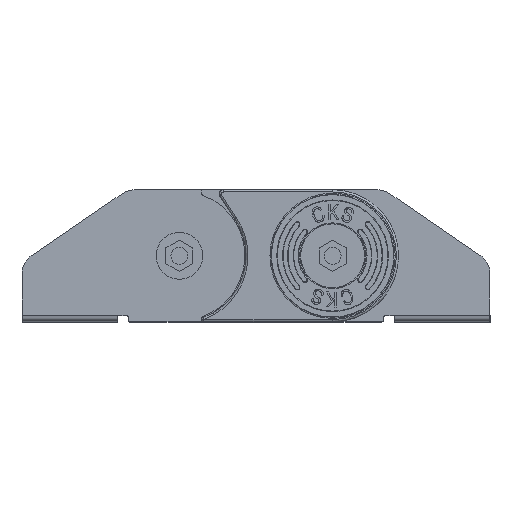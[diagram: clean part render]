
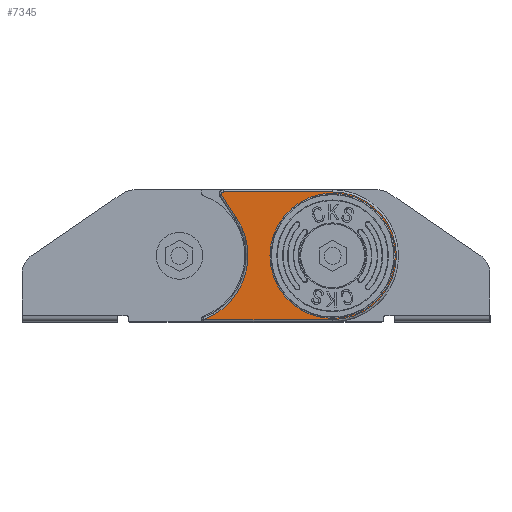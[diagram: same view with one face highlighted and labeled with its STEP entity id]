
A CAD part, top view. The second image highlights one B-rep face of the part: STEP entity #7345.
In plain terms, the highlighted planar face has unit normal (0, 0, 1).
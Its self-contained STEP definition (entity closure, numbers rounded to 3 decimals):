
#310 = CARTESIAN_POINT ( 'NONE',  ( -40.268, -31.01, -79.98 ) ) ;
#484 = CIRCLE ( 'NONE', #12073, 32. ) ;
#1774 = CARTESIAN_POINT ( 'NONE',  ( -6.57, 0., -79.98 ) ) ;
#1857 = ORIENTED_EDGE ( 'NONE', *, *, #43022, .T. ) ;
#2544 = ORIENTED_EDGE ( 'NONE', *, *, #16882, .T. ) ;
#3685 = EDGE_CURVE ( 'NONE', #40225, #13390, #5625, .T. ) ;
#4321 = DIRECTION ( 'NONE',  ( -1., 0., 0. ) ) ;
#5053 = ORIENTED_EDGE ( 'NONE', *, *, #22432, .T. ) ;
#5221 = DIRECTION ( 'NONE',  ( 0., 0., 1. ) ) ;
#5625 = CIRCLE ( 'NONE', #42020, 29.433 ) ;
#6100 = DIRECTION ( 'NONE',  ( 0., 0., 1. ) ) ;
#7345 = ADVANCED_FACE ( 'NONE', ( #17919, #38930 ), #29651, .F. ) ;
#7960 = DIRECTION ( 'NONE',  ( -1., 0., 0. ) ) ;
#8269 = CARTESIAN_POINT ( 'NONE',  ( -87.27, 30., -79.98 ) ) ;
#8821 = CARTESIAN_POINT ( 'NONE',  ( -46.66, -35.173, -79.98 ) ) ;
#9407 = EDGE_CURVE ( 'NONE', #41621, #17258, #37998, .T. ) ;
#9445 = DIRECTION ( 'NONE',  ( -1., 0., 0. ) ) ;
#10668 = VERTEX_POINT ( 'NONE', #26721 ) ;
#11267 = DIRECTION ( 'NONE',  ( 0., 0., -1. ) ) ;
#11960 = CIRCLE ( 'NONE', #41936, 1. ) ;
#12073 = AXIS2_PLACEMENT_3D ( 'NONE', #32876, #11267, #40121 ) ;
#12528 = CARTESIAN_POINT ( 'NONE',  ( -87.27, 29., -79.98 ) ) ;
#12662 = DIRECTION ( 'NONE',  ( -1., 0., 0. ) ) ;
#12867 = CARTESIAN_POINT ( 'NONE',  ( -96.617, -30., -79.98 ) ) ;
#13114 = VECTOR ( 'NONE', #34226, 1000. ) ;
#13390 = VERTEX_POINT ( 'NONE', #37000 ) ;
#13602 = CIRCLE ( 'NONE', #15153, 29.433 ) ;
#13742 = CARTESIAN_POINT ( 'NONE',  ( -36.003, 30., -79.98 ) ) ;
#14034 = AXIS2_PLACEMENT_3D ( 'NONE', #34688, #6100, #9445 ) ;
#14231 = ORIENTED_EDGE ( 'NONE', *, *, #36288, .T. ) ;
#15153 = AXIS2_PLACEMENT_3D ( 'NONE', #22860, #15274, #7960 ) ;
#15274 = DIRECTION ( 'NONE',  ( 0., 0., -1. ) ) ;
#16161 = DIRECTION ( 'NONE',  ( 0., 0., -1. ) ) ;
#16442 = EDGE_LOOP ( 'NONE', ( #19487, #30929 ) ) ;
#16882 = EDGE_CURVE ( 'NONE', #17258, #40714, #484, .T. ) ;
#17100 = DIRECTION ( 'NONE',  ( -1., 0., 0. ) ) ;
#17258 = VERTEX_POINT ( 'NONE', #32500 ) ;
#17919 = FACE_BOUND ( 'NONE', #16442, .T. ) ;
#18461 = EDGE_CURVE ( 'NONE', #40714, #46349, #21389, .T. ) ;
#19487 = ORIENTED_EDGE ( 'NONE', *, *, #40570, .T. ) ;
#20123 = CARTESIAN_POINT ( 'NONE',  ( -36.003, 0., -79.98 ) ) ;
#20403 = CARTESIAN_POINT ( 'NONE',  ( -36.003, -30., -79.98 ) ) ;
#20851 = VECTOR ( 'NONE', #32276, 1000. ) ;
#21389 = LINE ( 'NONE', #39054, #20851 ) ;
#22397 = EDGE_LOOP ( 'NONE', ( #22544, #2544, #37609, #5053, #14231, #26584, #1857 ) ) ;
#22432 = EDGE_CURVE ( 'NONE', #46349, #45618, #42060, .T. ) ;
#22544 = ORIENTED_EDGE ( 'NONE', *, *, #9407, .T. ) ;
#22708 = CARTESIAN_POINT ( 'NONE',  ( -40.268, 30., -79.98 ) ) ;
#22860 = CARTESIAN_POINT ( 'NONE',  ( -36.003, 0., -79.98 ) ) ;
#22997 = DIRECTION ( 'NONE',  ( -1., 0., 0. ) ) ;
#23919 = DIRECTION ( 'NONE',  ( 0., 0., -1. ) ) ;
#24114 = VECTOR ( 'NONE', #26355, 1000. ) ;
#26355 = DIRECTION ( 'NONE',  ( -1., 0., 0. ) ) ;
#26584 = ORIENTED_EDGE ( 'NONE', *, *, #28006, .T. ) ;
#26721 = CARTESIAN_POINT ( 'NONE',  ( -88.27, 29., -79.98 ) ) ;
#27256 = CIRCLE ( 'NONE', #28044, 1. ) ;
#28006 = EDGE_CURVE ( 'NONE', #40610, #10668, #27256, .T. ) ;
#28044 = AXIS2_PLACEMENT_3D ( 'NONE', #32924, #36539, #4321 ) ;
#29651 = PLANE ( 'NONE',  #32124 ) ;
#30929 = ORIENTED_EDGE ( 'NONE', *, *, #3685, .T. ) ;
#32124 = AXIS2_PLACEMENT_3D ( 'NONE', #310, #16161, #12662 ) ;
#32276 = DIRECTION ( 'NONE',  ( 1., 0., 0. ) ) ;
#32500 = CARTESIAN_POINT ( 'NONE',  ( -81.345, 18.073, -79.98 ) ) ;
#32876 = CARTESIAN_POINT ( 'NONE',  ( -107.753, 0., -79.98 ) ) ;
#32924 = CARTESIAN_POINT ( 'NONE',  ( -87.27, 29., -79.98 ) ) ;
#34226 = DIRECTION ( 'NONE',  ( 0.546, -0.838, 0. ) ) ;
#34688 = CARTESIAN_POINT ( 'NONE',  ( -36.003, 0., -79.98 ) ) ;
#34928 = LINE ( 'NONE', #22708, #24114 ) ;
#36288 = EDGE_CURVE ( 'NONE', #45618, #40610, #34928, .T. ) ;
#36539 = DIRECTION ( 'NONE',  ( 0., 0., 1. ) ) ;
#37000 = CARTESIAN_POINT ( 'NONE',  ( -65.436, 0., -79.98 ) ) ;
#37609 = ORIENTED_EDGE ( 'NONE', *, *, #18461, .T. ) ;
#37998 = LINE ( 'NONE', #8821, #13114 ) ;
#38930 = FACE_OUTER_BOUND ( 'NONE', #22397, .T. ) ;
#39054 = CARTESIAN_POINT ( 'NONE',  ( -40.268, -30., -79.98 ) ) ;
#40121 = DIRECTION ( 'NONE',  ( -1., 0., 0. ) ) ;
#40225 = VERTEX_POINT ( 'NONE', #1774 ) ;
#40570 = EDGE_CURVE ( 'NONE', #13390, #40225, #13602, .T. ) ;
#40610 = VERTEX_POINT ( 'NONE', #8269 ) ;
#40714 = VERTEX_POINT ( 'NONE', #12867 ) ;
#41061 = CARTESIAN_POINT ( 'NONE',  ( -88.108, 28.454, -79.98 ) ) ;
#41621 = VERTEX_POINT ( 'NONE', #41061 ) ;
#41936 = AXIS2_PLACEMENT_3D ( 'NONE', #12528, #5221, #22997 ) ;
#42020 = AXIS2_PLACEMENT_3D ( 'NONE', #20123, #23919, #17100 ) ;
#42060 = CIRCLE ( 'NONE', #14034, 30. ) ;
#43022 = EDGE_CURVE ( 'NONE', #10668, #41621, #11960, .T. ) ;
#45618 = VERTEX_POINT ( 'NONE', #13742 ) ;
#46349 = VERTEX_POINT ( 'NONE', #20403 ) ;
